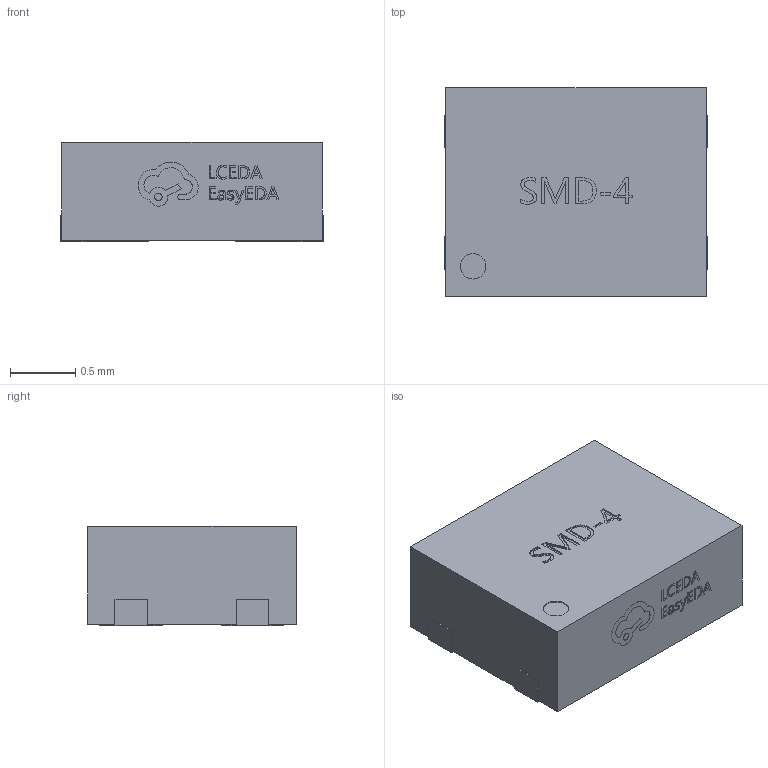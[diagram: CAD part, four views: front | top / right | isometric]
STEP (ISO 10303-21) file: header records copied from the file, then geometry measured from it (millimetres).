
FILE_DESCRIPTION (( 'STEP AP214' ), '1' );
FILE_NAME ('OSC-SMD_4P-L2.0-W1.6-H0.8.step', '2022-07-07T03:17:45', ( '' ), ( '' ), 'SwSTEP 2.0', 'SolidWorks 2020', '' );
FILE_SCHEMA (( 'AUTOMOTIVE_DESIGN' ));
Length unit declared in the file: millimetre
Products named in the file (1): OSC-SMD_4P-L2.0-W1.6-H0.8
Bounding box: 2.02 x 1.6 x 0.76 mm (x, y, z)
Volume: 2.4 mm3; surface area: 12 mm2
Topology: 1 solids, 1 shells, 419 faces, 1149 edges, 766 vertices
Faces by surface type: plane 265, bspline 136, cylinder 18
Entity records: 19535 total; most frequent: CARTESIAN_POINT 5775, ORIENTED_EDGE 2298, DIRECTION 1477, EDGE_CURVE 1149, LINE 837, VECTOR 837, VERTEX_POINT 766, EDGE_LOOP 453
